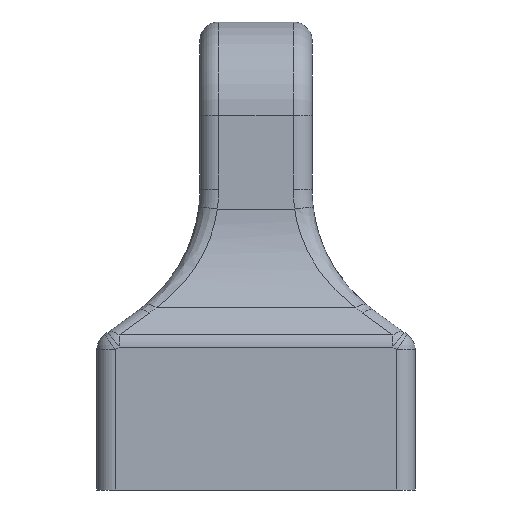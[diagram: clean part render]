
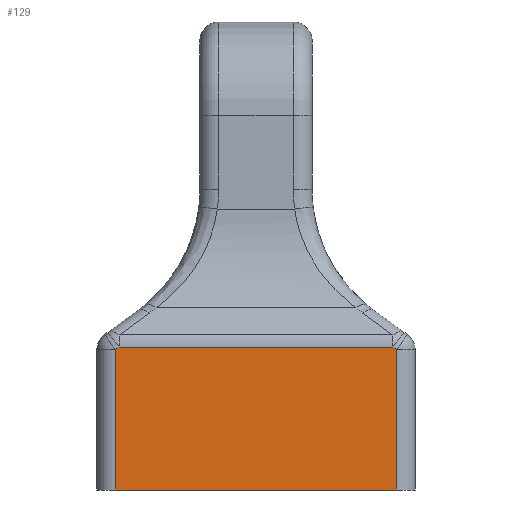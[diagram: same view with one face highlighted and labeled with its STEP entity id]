
A CAD part, left-side view. The second image highlights one B-rep face of the part: STEP entity #129.
In plain terms, the highlighted planar face has unit normal (-1, 0, 0).
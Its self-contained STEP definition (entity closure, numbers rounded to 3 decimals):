
#129=ADVANCED_FACE('',(#315),#316,.F.);
#315=FACE_OUTER_BOUND('',#762,.T.);
#316=PLANE('',#763);
#762=EDGE_LOOP('',(#1316,#1317,#1318,#1319,#1320,#1321));
#763=AXIS2_PLACEMENT_3D('',#1322,#1323,#1324);
#1316=ORIENTED_EDGE('',*,*,#1918,.T.);
#1317=ORIENTED_EDGE('',*,*,#1919,.T.);
#1318=ORIENTED_EDGE('',*,*,#1920,.T.);
#1319=ORIENTED_EDGE('',*,*,#1921,.T.);
#1320=ORIENTED_EDGE('',*,*,#1922,.T.);
#1321=ORIENTED_EDGE('',*,*,#1923,.T.);
#1322=CARTESIAN_POINT('',(-8.5,0.,3.0));
#1323=DIRECTION('',(1.0,0.,0.0));
#1324=DIRECTION('',(0.,1.0,0.0));
#1918=EDGE_CURVE('',#2225,#2226,#2227,.F.);
#1919=EDGE_CURVE('',#2226,#2228,#2229,.T.);
#1920=EDGE_CURVE('',#2228,#2230,#2231,.T.);
#1921=EDGE_CURVE('',#2230,#2140,#2232,.F.);
#1922=EDGE_CURVE('',#2140,#2233,#2234,.T.);
#1923=EDGE_CURVE('',#2233,#2225,#2235,.F.);
#2140=VERTEX_POINT('',#2510);
#2225=VERTEX_POINT('',#2667);
#2226=VERTEX_POINT('',#2668);
#2227=LINE('',#2669,#2670);
#2228=VERTEX_POINT('',#2671);
#2229=LINE('',#2672,#2673);
#2230=VERTEX_POINT('',#2674);
#2231=LINE('',#2675,#2676);
#2232=LINE('',#2677,#2678);
#2233=VERTEX_POINT('',#2679);
#2234=LINE('',#2680,#2681);
#2235=LINE('',#2682,#2683);
#2510=CARTESIAN_POINT('',(-8.5,-7.5,2.491));
#2667=CARTESIAN_POINT('',(-8.5,7.316,2.624));
#2668=CARTESIAN_POINT('',(-8.5,7.5,2.491));
#2669=CARTESIAN_POINT('',(-8.5,8.085,2.066));
#2670=VECTOR('',#3124,1000.0);
#2671=CARTESIAN_POINT('',(-8.5,7.5,-5.0));
#2672=CARTESIAN_POINT('',(-8.5,7.5,3.0));
#2673=VECTOR('',#3125,1000.0);
#2674=CARTESIAN_POINT('',(-8.5,-7.5,-5.0));
#2675=CARTESIAN_POINT('',(-8.5,0.,-5.0));
#2676=VECTOR('',#3126,1000.0);
#2677=CARTESIAN_POINT('',(-8.5,-7.5,3.0));
#2678=VECTOR('',#3127,1000.0);
#2679=CARTESIAN_POINT('',(-8.5,-7.316,2.624));
#2680=CARTESIAN_POINT('',(-8.5,-7.523,2.474));
#2681=VECTOR('',#3128,1000.0);
#2682=CARTESIAN_POINT('',(-8.5,8.5,2.624));
#2683=VECTOR('',#3129,1000.0);
#3124=DIRECTION('',(0.,-0.809,0.588));
#3125=DIRECTION('',(0.0,0.0,-1.0));
#3126=DIRECTION('',(0.,-1.0,0.0));
#3127=DIRECTION('',(0.0,0.0,-1.0));
#3128=DIRECTION('',(0.,0.809,0.588));
#3129=DIRECTION('',(0.,-1.0,0.0));
